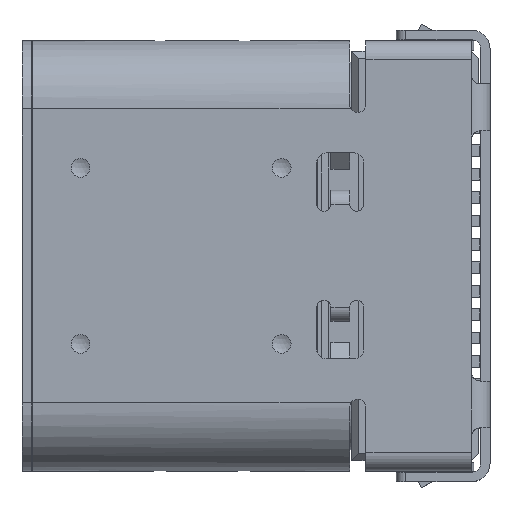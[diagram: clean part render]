
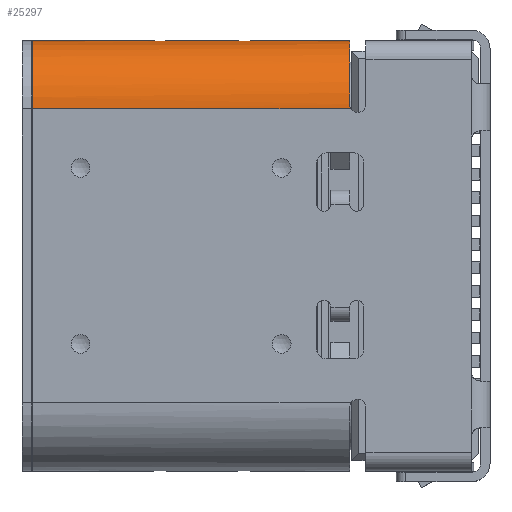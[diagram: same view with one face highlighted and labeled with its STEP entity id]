
A CAD part, top view. The second image highlights one B-rep face of the part: STEP entity #25297.
In plain terms, the highlighted cylindrical face has radius 1.46 mm (diameter 2.92 mm), a partial arc.
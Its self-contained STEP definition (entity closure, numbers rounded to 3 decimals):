
#414=B_SPLINE_CURVE_WITH_KNOTS('',3,(#40756,#40757,#40758,#40759,#40760,
#40761),.UNSPECIFIED.,.F.,.F.,(4,2,4),(-0.089,-0.086,
-0.079),.UNSPECIFIED.);
#415=B_SPLINE_CURVE_WITH_KNOTS('',3,(#40767,#40768,#40769,#40770,#40771,
#40772,#40773,#40774,#40775,#40776,#40777,#40778,#40779,#40780,#40781,#40782,
#40783,#40784),.UNSPECIFIED.,.F.,.F.,(4,2,2,2,2,2,2,2,4),(-0.088,
-0.083,-0.075,-0.068,-0.06,
-0.053,-0.045,-0.038,-0.033),
 .UNSPECIFIED.);
#416=B_SPLINE_CURVE_WITH_KNOTS('',3,(#40788,#40789,#40790,#40791,#40792,
#40793,#40794,#40795,#40796,#40797,#40798,#40799,#40800,#40801,#40802,#40803,
#40804,#40805),.UNSPECIFIED.,.F.,.F.,(4,2,2,2,2,2,2,2,4),(-0.088,
-0.083,-0.075,-0.068,-0.06,
-0.053,-0.045,-0.038,-0.033),
 .UNSPECIFIED.);
#857=CIRCLE('',#27083,1.46);
#859=CIRCLE('',#27086,1.46);
#1261=CYLINDRICAL_SURFACE('',#27085,1.46);
#2490=FACE_OUTER_BOUND('',#3910,.T.);
#3910=EDGE_LOOP('',(#21256,#21257,#21258,#21259,#21260,#21261,#21262,#21263,
#21264));
#6558=LINE('',#40544,#9472);
#6605=LINE('',#40765,#9519);
#6606=LINE('',#40786,#9520);
#6607=LINE('',#40806,#9521);
#9472=VECTOR('',#32621,1000.);
#9519=VECTOR('',#32782,1000.);
#9520=VECTOR('',#32783,1000.);
#9521=VECTOR('',#32784,1000.);
#11809=VERTEX_POINT('',#40517);
#11822=VERTEX_POINT('',#40542);
#11885=VERTEX_POINT('',#40749);
#11887=VERTEX_POINT('',#40755);
#11888=VERTEX_POINT('',#40762);
#11889=VERTEX_POINT('',#40764);
#11890=VERTEX_POINT('',#40766);
#11891=VERTEX_POINT('',#40785);
#11892=VERTEX_POINT('',#40787);
#15043=EDGE_CURVE('',#11822,#11809,#6558,.T.);
#15123=EDGE_CURVE('',#11809,#11885,#857,.T.);
#15126=EDGE_CURVE('',#11822,#11887,#414,.T.);
#15127=EDGE_CURVE('',#11887,#11888,#859,.T.);
#15128=EDGE_CURVE('',#11888,#11889,#6605,.T.);
#15129=EDGE_CURVE('',#11889,#11890,#415,.T.);
#15130=EDGE_CURVE('',#11891,#11890,#6606,.T.);
#15131=EDGE_CURVE('',#11891,#11892,#416,.T.);
#15132=EDGE_CURVE('',#11892,#11885,#6607,.T.);
#21256=ORIENTED_EDGE('',*,*,#15123,.F.);
#21257=ORIENTED_EDGE('',*,*,#15043,.F.);
#21258=ORIENTED_EDGE('',*,*,#15126,.T.);
#21259=ORIENTED_EDGE('',*,*,#15127,.T.);
#21260=ORIENTED_EDGE('',*,*,#15128,.T.);
#21261=ORIENTED_EDGE('',*,*,#15129,.T.);
#21262=ORIENTED_EDGE('',*,*,#15130,.F.);
#21263=ORIENTED_EDGE('',*,*,#15131,.T.);
#21264=ORIENTED_EDGE('',*,*,#15132,.T.);
#25297=ADVANCED_FACE('',(#2490),#1261,.T.);
#27083=AXIS2_PLACEMENT_3D('',#40750,#32773,#32774);
#27085=AXIS2_PLACEMENT_3D('',#40754,#32778,#32779);
#27086=AXIS2_PLACEMENT_3D('',#40763,#32780,#32781);
#32621=DIRECTION('',(-1.,0.,0.));
#32773=DIRECTION('center_axis',(-1.,0.,0.));
#32774=DIRECTION('ref_axis',(0.,0.,-1.));
#32778=DIRECTION('center_axis',(1.,0.,0.));
#32779=DIRECTION('ref_axis',(0.,0.,-1.));
#32780=DIRECTION('center_axis',(-1.,0.,0.));
#32781=DIRECTION('ref_axis',(0.,0.,-1.));
#32782=DIRECTION('',(-1.,0.,0.));
#32783=DIRECTION('',(1.,0.,0.));
#32784=DIRECTION('',(-1.,0.,0.));
#40517=CARTESIAN_POINT('',(-9.37,-1.06,0.));
#40542=CARTESIAN_POINT('',(-2.569,-1.06,0.));
#40544=CARTESIAN_POINT('',(-2.6,-1.06,0.));
#40749=CARTESIAN_POINT('',(-9.37,0.4,-1.46));
#40750=CARTESIAN_POINT('Origin',(-9.37,-1.06,-1.46));
#40754=CARTESIAN_POINT('Origin',(-4.725,-1.06,-1.46));
#40755=CARTESIAN_POINT('',(-2.6,-0.96,-0.003));
#40756=CARTESIAN_POINT('Ctrl Pts',(-2.569,-1.06,
0.));
#40757=CARTESIAN_POINT('Ctrl Pts',(-2.576,-1.05,0.));
#40758=CARTESIAN_POINT('Ctrl Pts',(-2.582,-1.039,0.));
#40759=CARTESIAN_POINT('Ctrl Pts',(-2.596,-1.005,
-0.001));
#40760=CARTESIAN_POINT('Ctrl Pts',(-2.6,-0.982,
-0.002));
#40761=CARTESIAN_POINT('Ctrl Pts',(-2.6,-0.96,-0.003));
#40762=CARTESIAN_POINT('',(-2.6,0.4,-1.46));
#40763=CARTESIAN_POINT('Origin',(-2.6,-1.06,-1.46));
#40764=CARTESIAN_POINT('',(-4.652,0.4,-1.46));
#40765=CARTESIAN_POINT('',(-4.725,0.4,-1.46));
#40766=CARTESIAN_POINT('',(-5.048,0.4,-1.46));
#40767=CARTESIAN_POINT('Ctrl Pts',(-4.652,0.4,-1.46));
#40768=CARTESIAN_POINT('Ctrl Pts',(-4.654,0.4,-1.443));
#40769=CARTESIAN_POINT('Ctrl Pts',(-4.659,0.4,
-1.426));
#40770=CARTESIAN_POINT('Ctrl Pts',(-4.675,0.398,
-1.385));
#40771=CARTESIAN_POINT('Ctrl Pts',(-4.691,0.397,
-1.363));
#40772=CARTESIAN_POINT('Ctrl Pts',(-4.726,0.394,
-1.327));
#40773=CARTESIAN_POINT('Ctrl Pts',(-4.749,0.392,
-1.312));
#40774=CARTESIAN_POINT('Ctrl Pts',(-4.798,0.39,-1.291));
#40775=CARTESIAN_POINT('Ctrl Pts',(-4.825,0.39,
-1.286));
#40776=CARTESIAN_POINT('Ctrl Pts',(-4.875,0.39,
-1.286));
#40777=CARTESIAN_POINT('Ctrl Pts',(-4.902,0.39,-1.291));
#40778=CARTESIAN_POINT('Ctrl Pts',(-4.951,0.392,
-1.312));
#40779=CARTESIAN_POINT('Ctrl Pts',(-4.974,0.394,
-1.327));
#40780=CARTESIAN_POINT('Ctrl Pts',(-5.009,0.397,
-1.363));
#40781=CARTESIAN_POINT('Ctrl Pts',(-5.025,0.398,
-1.385));
#40782=CARTESIAN_POINT('Ctrl Pts',(-5.041,0.4,
-1.426));
#40783=CARTESIAN_POINT('Ctrl Pts',(-5.046,0.4,-1.443));
#40784=CARTESIAN_POINT('Ctrl Pts',(-5.048,0.4,-1.46));
#40785=CARTESIAN_POINT('',(-6.452,0.4,-1.46));
#40786=CARTESIAN_POINT('',(-6.85,0.4,-1.46));
#40787=CARTESIAN_POINT('',(-6.848,0.4,-1.46));
#40788=CARTESIAN_POINT('Ctrl Pts',(-6.452,0.4,-1.46));
#40789=CARTESIAN_POINT('Ctrl Pts',(-6.454,0.4,-1.443));
#40790=CARTESIAN_POINT('Ctrl Pts',(-6.459,0.4,
-1.426));
#40791=CARTESIAN_POINT('Ctrl Pts',(-6.475,0.398,
-1.385));
#40792=CARTESIAN_POINT('Ctrl Pts',(-6.491,0.397,
-1.363));
#40793=CARTESIAN_POINT('Ctrl Pts',(-6.526,0.394,
-1.327));
#40794=CARTESIAN_POINT('Ctrl Pts',(-6.549,0.392,
-1.312));
#40795=CARTESIAN_POINT('Ctrl Pts',(-6.598,0.39,-1.291));
#40796=CARTESIAN_POINT('Ctrl Pts',(-6.625,0.39,
-1.286));
#40797=CARTESIAN_POINT('Ctrl Pts',(-6.675,0.39,
-1.286));
#40798=CARTESIAN_POINT('Ctrl Pts',(-6.702,0.39,-1.291));
#40799=CARTESIAN_POINT('Ctrl Pts',(-6.751,0.392,
-1.312));
#40800=CARTESIAN_POINT('Ctrl Pts',(-6.774,0.394,
-1.327));
#40801=CARTESIAN_POINT('Ctrl Pts',(-6.809,0.397,
-1.363));
#40802=CARTESIAN_POINT('Ctrl Pts',(-6.825,0.398,
-1.385));
#40803=CARTESIAN_POINT('Ctrl Pts',(-6.841,0.4,
-1.426));
#40804=CARTESIAN_POINT('Ctrl Pts',(-6.846,0.4,-1.443));
#40805=CARTESIAN_POINT('Ctrl Pts',(-6.848,0.4,-1.46));
#40806=CARTESIAN_POINT('',(-4.725,0.4,-1.46));
